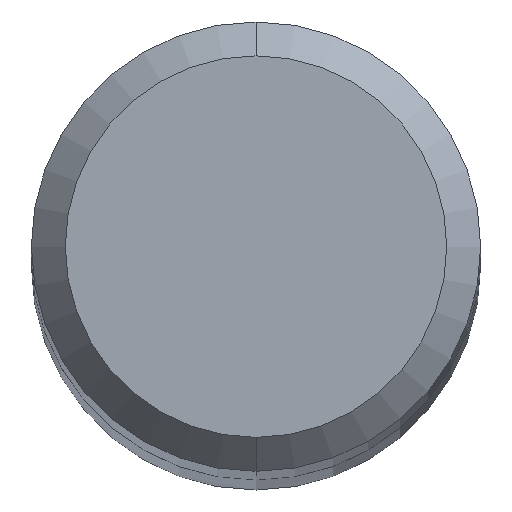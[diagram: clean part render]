
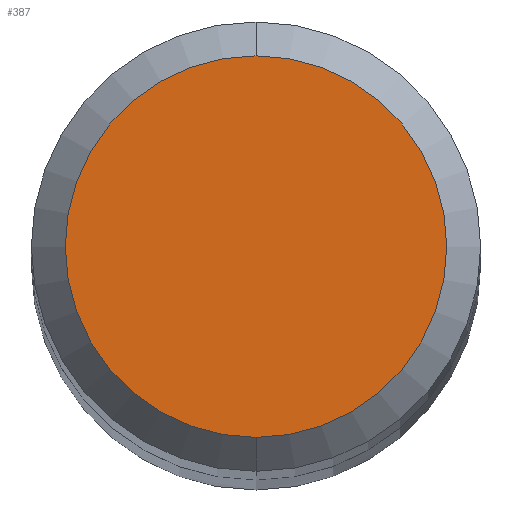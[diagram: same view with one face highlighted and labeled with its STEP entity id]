
A CAD part, top view. The second image highlights one B-rep face of the part: STEP entity #387.
In plain terms, the highlighted planar face has unit normal (0, 0, 1).
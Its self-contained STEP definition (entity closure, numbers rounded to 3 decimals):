
#205=VERTEX_POINT('',#467);
#265=EDGE_CURVE('',#205,#283,#531,.T.);
#271=EDGE_CURVE('',#283,#205,#537,.T.);
#283=VERTEX_POINT('',#549);
#387=ADVANCED_FACE('',(#669),#670,.T.);
#467=CARTESIAN_POINT('',(0.0,2.25,56.0));
#531=CIRCLE('',#973,2.25);
#537=CIRCLE('',#996,2.25);
#549=CARTESIAN_POINT('',(0.,-2.25,56.0));
#669=FACE_OUTER_BOUND('',#1233,.T.);
#670=PLANE('',#1234);
#973=AXIS2_PLACEMENT_3D('',#1362,#1363,#1364);
#996=AXIS2_PLACEMENT_3D('',#1366,#1367,#1368);
#1233=EDGE_LOOP('',(#1550,#1551));
#1234=AXIS2_PLACEMENT_3D('',#1552,#1553,#1554);
#1362=CARTESIAN_POINT('',(0.0,0.0,56.0));
#1363=DIRECTION('',(0.0,0.0,-1.0));
#1364=DIRECTION('',(0.0,1.0,0.0));
#1366=CARTESIAN_POINT('',(0.0,0.0,56.0));
#1367=DIRECTION('',(0.0,0.0,-1.0));
#1368=DIRECTION('',(0.0,1.0,0.0));
#1550=ORIENTED_EDGE('',*,*,#265,.F.);
#1551=ORIENTED_EDGE('',*,*,#271,.F.);
#1552=CARTESIAN_POINT('',(0.0,1.125,56.0));
#1553=DIRECTION('',(0.0,0.0,1.0));
#1554=DIRECTION('',(0.0,-1.0,0.0));
